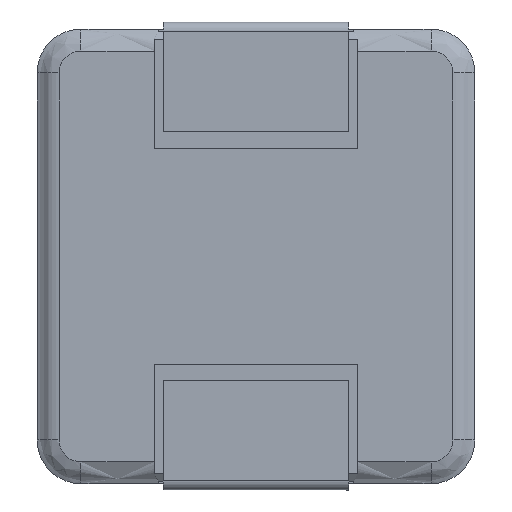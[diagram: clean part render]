
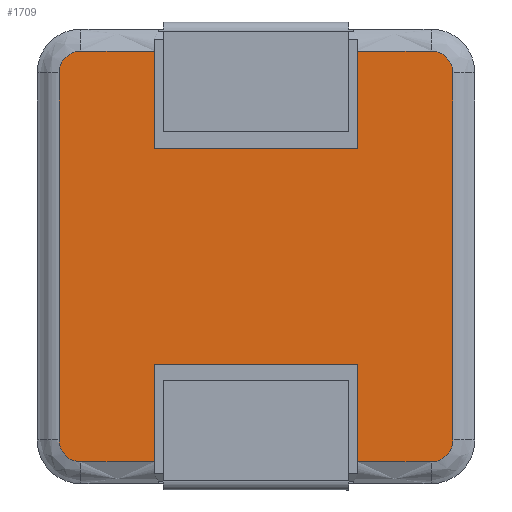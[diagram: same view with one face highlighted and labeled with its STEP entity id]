
A CAD part, front view. The second image highlights one B-rep face of the part: STEP entity #1709.
In plain terms, the highlighted planar face has unit normal (0, -1, 0).
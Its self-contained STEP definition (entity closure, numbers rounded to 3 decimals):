
#36 = ORIENTED_EDGE ( 'NONE', *, *, #2153, .F. ) ;
#39 = CARTESIAN_POINT ( 'NONE',  ( 1.21, 0., 2.44 ) ) ;
#42 = CARTESIAN_POINT ( 'NONE',  ( 2.34, 0., -2.18 ) ) ;
#43 = LINE ( 'NONE', #722, #1201 ) ;
#74 = ORIENTED_EDGE ( 'NONE', *, *, #1695, .F. ) ;
#88 = VECTOR ( 'NONE', #544, 1000. ) ;
#101 = VERTEX_POINT ( 'NONE', #2007 ) ;
#126 = CARTESIAN_POINT ( 'NONE',  ( 1.21, 0., 1.28 ) ) ;
#163 = DIRECTION ( 'NONE',  ( 0., 0., -1. ) ) ;
#180 = CARTESIAN_POINT ( 'NONE',  ( 2.08, 0., -2.44 ) ) ;
#206 = EDGE_CURVE ( 'NONE', #2115, #972, #43, .T. ) ;
#207 = DIRECTION ( 'NONE',  ( 0., 1., 0. ) ) ;
#268 = ORIENTED_EDGE ( 'NONE', *, *, #1057, .F. ) ;
#303 = ORIENTED_EDGE ( 'NONE', *, *, #2094, .F. ) ;
#318 = CARTESIAN_POINT ( 'NONE',  ( 2.232, 0., -2.44 ) ) ;
#345 = VECTOR ( 'NONE', #1092, 1000. ) ;
#375 = CARTESIAN_POINT ( 'NONE',  ( -2.08, 0., 2.44 ) ) ;
#383 = LINE ( 'NONE', #894, #1826 ) ;
#384 = CARTESIAN_POINT ( 'NONE',  ( 2.34, 0., 2.18 ) ) ;
#395 = EDGE_CURVE ( 'NONE', #1756, #414, #634, .T. ) ;
#405 = CARTESIAN_POINT ( 'NONE',  ( 0., 0., 0. ) ) ;
#412 = LINE ( 'NONE', #1070, #345 ) ;
#414 = VERTEX_POINT ( 'NONE', #126 ) ;
#415 = EDGE_CURVE ( 'NONE', #1253, #2115, #1829, .T. ) ;
#456 = ORIENTED_EDGE ( 'NONE', *, *, #986, .F. ) ;
#507 = CARTESIAN_POINT ( 'NONE',  ( 1.21, 0., -2.44 ) ) ;
#542 = CARTESIAN_POINT ( 'NONE',  ( 2.34, 0., -2.332 ) ) ;
#544 = DIRECTION ( 'NONE',  ( 1., 0., 0. ) ) ;
#569 = LINE ( 'NONE', #767, #582 ) ;
#582 = VECTOR ( 'NONE', #931, 1000. ) ;
#621 = CARTESIAN_POINT ( 'NONE',  ( 1.21, 0., 1.28 ) ) ;
#634 = LINE ( 'NONE', #621, #1705 ) ;
#656 = CARTESIAN_POINT ( 'NONE',  ( -2.232, 0., -2.44 ) ) ;
#677 = CARTESIAN_POINT ( 'NONE',  ( 2.08, 0., -2.44 ) ) ;
#683 = VERTEX_POINT ( 'NONE', #1827 ) ;
#691 = DIRECTION ( 'NONE',  ( -1., 0., 0. ) ) ;
#694 = ORIENTED_EDGE ( 'NONE', *, *, #1474, .F. ) ;
#706 = LINE ( 'NONE', #2074, #88 ) ;
#722 = CARTESIAN_POINT ( 'NONE',  ( 1.21, 0., -1.28 ) ) ;
#753 =( BOUNDED_CURVE ( )  B_SPLINE_CURVE ( 3, ( #1355, #542, #318, #1365 ),
 .UNSPECIFIED., .F., .F. ) 
 B_SPLINE_CURVE_WITH_KNOTS ( ( 4, 4 ),
 ( 0., 1. ),
 .UNSPECIFIED. ) 
 CURVE ( )  GEOMETRIC_REPRESENTATION_ITEM ( )  RATIONAL_B_SPLINE_CURVE ( ( 1., 0.805, 0.805, 1. ) ) 
 REPRESENTATION_ITEM ( '' )  );
#767 = CARTESIAN_POINT ( 'NONE',  ( 1.21, 0., 1.28 ) ) ;
#794 = LINE ( 'NONE', #1185, #1690 ) ;
#845 = VERTEX_POINT ( 'NONE', #1308 ) ;
#860 = EDGE_CURVE ( 'NONE', #1275, #1783, #883, .T. ) ;
#883 = LINE ( 'NONE', #1531, #1738 ) ;
#884 = DIRECTION ( 'NONE',  ( 0., 0., 1. ) ) ;
#894 = CARTESIAN_POINT ( 'NONE',  ( -2.34, 0., -2.18 ) ) ;
#913 =( BOUNDED_CURVE ( )  B_SPLINE_CURVE ( 3, ( #1014, #1689, #1895, #375 ),
 .UNSPECIFIED., .F., .F. ) 
 B_SPLINE_CURVE_WITH_KNOTS ( ( 4, 4 ),
 ( 0., 1. ),
 .UNSPECIFIED. ) 
 CURVE ( )  GEOMETRIC_REPRESENTATION_ITEM ( )  RATIONAL_B_SPLINE_CURVE ( ( 1., 0.805, 0.805, 1. ) ) 
 REPRESENTATION_ITEM ( '' )  );
#924 = EDGE_CURVE ( 'NONE', #683, #1091, #1215, .T. ) ;
#931 = DIRECTION ( 'NONE',  ( 0., 0., 1. ) ) ;
#971 = DIRECTION ( 'NONE',  ( 0., 0., 1. ) ) ;
#972 = VERTEX_POINT ( 'NONE', #2199 ) ;
#981 =( BOUNDED_CURVE ( )  B_SPLINE_CURVE ( 3, ( #1056, #1604, #1904, #384 ),
 .UNSPECIFIED., .F., .F. ) 
 B_SPLINE_CURVE_WITH_KNOTS ( ( 4, 4 ),
 ( 0., 1. ),
 .UNSPECIFIED. ) 
 CURVE ( )  GEOMETRIC_REPRESENTATION_ITEM ( )  RATIONAL_B_SPLINE_CURVE ( ( 1., 0.805, 0.805, 1. ) ) 
 REPRESENTATION_ITEM ( '' )  );
#986 = EDGE_CURVE ( 'NONE', #1220, #1526, #913, .T. ) ;
#1003 = DIRECTION ( 'NONE',  ( 1., 0., 0. ) ) ;
#1014 = CARTESIAN_POINT ( 'NONE',  ( -2.34, 0., 2.18 ) ) ;
#1035 = EDGE_CURVE ( 'NONE', #1451, #1220, #383, .T. ) ;
#1054 = DIRECTION ( 'NONE',  ( 0., 0., -1. ) ) ;
#1056 = CARTESIAN_POINT ( 'NONE',  ( 2.08, 0., 2.44 ) ) ;
#1057 = EDGE_CURVE ( 'NONE', #414, #1275, #569, .T. ) ;
#1066 = DIRECTION ( 'NONE',  ( 0., 0., 1. ) ) ;
#1067 = PLANE ( 'NONE',  #1221 ) ;
#1070 = CARTESIAN_POINT ( 'NONE',  ( 2.08, 0., -2.44 ) ) ;
#1091 = VERTEX_POINT ( 'NONE', #42 ) ;
#1092 = DIRECTION ( 'NONE',  ( -1., 0., 0. ) ) ;
#1145 =( BOUNDED_CURVE ( )  B_SPLINE_CURVE ( 3, ( #1702, #656, #1875, #1523 ),
 .UNSPECIFIED., .F., .F. ) 
 B_SPLINE_CURVE_WITH_KNOTS ( ( 4, 4 ),
 ( 0., 1. ),
 .UNSPECIFIED. ) 
 CURVE ( )  GEOMETRIC_REPRESENTATION_ITEM ( )  RATIONAL_B_SPLINE_CURVE ( ( 1., 0.805, 0.805, 1. ) ) 
 REPRESENTATION_ITEM ( '' )  );
#1185 = CARTESIAN_POINT ( 'NONE',  ( -1.21, 0., -1.28 ) ) ;
#1201 = VECTOR ( 'NONE', #691, 1000. ) ;
#1203 = EDGE_CURVE ( 'NONE', #845, #101, #1688, .T. ) ;
#1215 = LINE ( 'NONE', #1680, #2035 ) ;
#1220 = VERTEX_POINT ( 'NONE', #1386 ) ;
#1221 = AXIS2_PLACEMENT_3D ( 'NONE', #405, #207, #884 ) ;
#1251 = CARTESIAN_POINT ( 'NONE',  ( 1.21, 0., -1.28 ) ) ;
#1253 = VERTEX_POINT ( 'NONE', #507 ) ;
#1275 = VERTEX_POINT ( 'NONE', #39 ) ;
#1299 = ORIENTED_EDGE ( 'NONE', *, *, #1035, .F. ) ;
#1308 = CARTESIAN_POINT ( 'NONE',  ( -1.21, 0., -2.44 ) ) ;
#1314 = ORIENTED_EDGE ( 'NONE', *, *, #206, .F. ) ;
#1345 = DIRECTION ( 'NONE',  ( 1., 0., 0. ) ) ;
#1355 = CARTESIAN_POINT ( 'NONE',  ( 2.34, 0., -2.18 ) ) ;
#1359 = ORIENTED_EDGE ( 'NONE', *, *, #395, .F. ) ;
#1365 = CARTESIAN_POINT ( 'NONE',  ( 2.08, 0., -2.44 ) ) ;
#1386 = CARTESIAN_POINT ( 'NONE',  ( -2.34, 0., 2.18 ) ) ;
#1399 = DIRECTION ( 'NONE',  ( 0., 0., -1. ) ) ;
#1416 = ORIENTED_EDGE ( 'NONE', *, *, #415, .F. ) ;
#1422 = ORIENTED_EDGE ( 'NONE', *, *, #860, .F. ) ;
#1445 = FACE_OUTER_BOUND ( 'NONE', #2095, .T. ) ;
#1451 = VERTEX_POINT ( 'NONE', #1470 ) ;
#1470 = CARTESIAN_POINT ( 'NONE',  ( -2.34, 0., -2.18 ) ) ;
#1474 = EDGE_CURVE ( 'NONE', #972, #845, #794, .T. ) ;
#1511 = CARTESIAN_POINT ( 'NONE',  ( -2.08, 0., 2.44 ) ) ;
#1523 = CARTESIAN_POINT ( 'NONE',  ( -2.34, 0., -2.18 ) ) ;
#1526 = VERTEX_POINT ( 'NONE', #1511 ) ;
#1531 = CARTESIAN_POINT ( 'NONE',  ( -2.08, 0., 2.44 ) ) ;
#1549 = ORIENTED_EDGE ( 'NONE', *, *, #1575, .F. ) ;
#1575 = EDGE_CURVE ( 'NONE', #101, #1451, #1145, .T. ) ;
#1599 = ORIENTED_EDGE ( 'NONE', *, *, #1753, .F. ) ;
#1604 = CARTESIAN_POINT ( 'NONE',  ( 2.232, 0., 2.44 ) ) ;
#1615 = EDGE_CURVE ( 'NONE', #1091, #1653, #753, .T. ) ;
#1642 = ORIENTED_EDGE ( 'NONE', *, *, #924, .F. ) ;
#1653 = VERTEX_POINT ( 'NONE', #677 ) ;
#1680 = CARTESIAN_POINT ( 'NONE',  ( 2.34, 0., 2.18 ) ) ;
#1688 = LINE ( 'NONE', #180, #1769 ) ;
#1689 = CARTESIAN_POINT ( 'NONE',  ( -2.34, 0., 2.332 ) ) ;
#1690 = VECTOR ( 'NONE', #163, 1000. ) ;
#1695 = EDGE_CURVE ( 'NONE', #1783, #683, #981, .T. ) ;
#1702 = CARTESIAN_POINT ( 'NONE',  ( -2.08, 0., -2.44 ) ) ;
#1705 = VECTOR ( 'NONE', #1345, 1000. ) ;
#1709 = ADVANCED_FACE ( 'NONE', ( #1445 ), #1067, .F. ) ;
#1734 = CARTESIAN_POINT ( 'NONE',  ( -1.21, 0., 2.44 ) ) ;
#1738 = VECTOR ( 'NONE', #1003, 1000. ) ;
#1739 = CARTESIAN_POINT ( 'NONE',  ( -1.21, 0., 1.28 ) ) ;
#1753 = EDGE_CURVE ( 'NONE', #2124, #1756, #1926, .T. ) ;
#1756 = VERTEX_POINT ( 'NONE', #1739 ) ;
#1769 = VECTOR ( 'NONE', #2068, 1000. ) ;
#1783 = VERTEX_POINT ( 'NONE', #1897 ) ;
#1826 = VECTOR ( 'NONE', #1066, 1000. ) ;
#1827 = CARTESIAN_POINT ( 'NONE',  ( 2.34, 0., 2.18 ) ) ;
#1829 = LINE ( 'NONE', #2152, #2101 ) ;
#1875 = CARTESIAN_POINT ( 'NONE',  ( -2.34, 0., -2.332 ) ) ;
#1895 = CARTESIAN_POINT ( 'NONE',  ( -2.232, 0., 2.44 ) ) ;
#1897 = CARTESIAN_POINT ( 'NONE',  ( 2.08, 0., 2.44 ) ) ;
#1904 = CARTESIAN_POINT ( 'NONE',  ( 2.34, 0., 2.332 ) ) ;
#1926 = LINE ( 'NONE', #1934, #2211 ) ;
#1934 = CARTESIAN_POINT ( 'NONE',  ( -1.21, 0., 1.28 ) ) ;
#2007 = CARTESIAN_POINT ( 'NONE',  ( -2.08, 0., -2.44 ) ) ;
#2035 = VECTOR ( 'NONE', #1054, 1000. ) ;
#2068 = DIRECTION ( 'NONE',  ( -1., 0., 0. ) ) ;
#2074 = CARTESIAN_POINT ( 'NONE',  ( -2.08, 0., 2.44 ) ) ;
#2094 = EDGE_CURVE ( 'NONE', #1653, #1253, #412, .T. ) ;
#2095 = EDGE_LOOP ( 'NONE', ( #303, #2132, #1642, #74, #1422, #268, #1359, #1599, #36, #456, #1299, #1549, #2204, #694, #1314, #1416 ) ) ;
#2101 = VECTOR ( 'NONE', #971, 1000. ) ;
#2115 = VERTEX_POINT ( 'NONE', #1251 ) ;
#2124 = VERTEX_POINT ( 'NONE', #1734 ) ;
#2132 = ORIENTED_EDGE ( 'NONE', *, *, #1615, .F. ) ;
#2152 = CARTESIAN_POINT ( 'NONE',  ( 1.21, 0., -1.28 ) ) ;
#2153 = EDGE_CURVE ( 'NONE', #1526, #2124, #706, .T. ) ;
#2199 = CARTESIAN_POINT ( 'NONE',  ( -1.21, 0., -1.28 ) ) ;
#2204 = ORIENTED_EDGE ( 'NONE', *, *, #1203, .F. ) ;
#2211 = VECTOR ( 'NONE', #1399, 1000. ) ;
